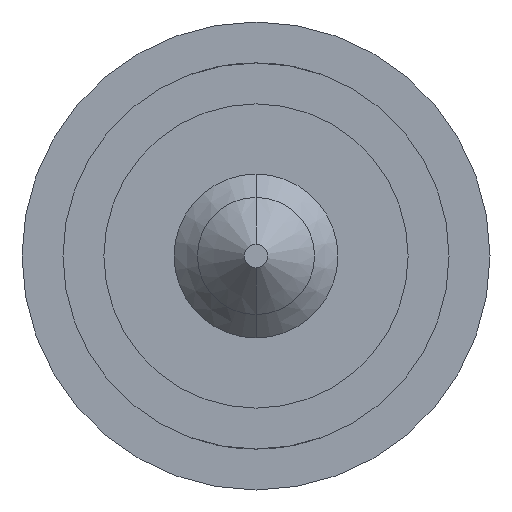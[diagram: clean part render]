
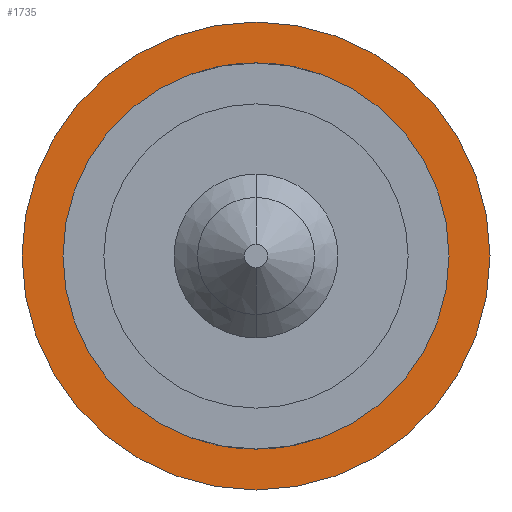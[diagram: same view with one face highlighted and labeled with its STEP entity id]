
A CAD part, front view. The second image highlights one B-rep face of the part: STEP entity #1735.
In plain terms, the highlighted planar face has unit normal (0, -1, 0).
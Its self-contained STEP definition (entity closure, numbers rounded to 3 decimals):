
#57 = DIRECTION ( 'NONE',  ( 1., 0., 0. ) ) ;
#96 = DIRECTION ( 'NONE',  ( 0., 1., 0. ) ) ;
#122 = CIRCLE ( 'NONE', #1120, 1. ) ;
#319 = PLANE ( 'NONE',  #484 ) ;
#484 = AXIS2_PLACEMENT_3D ( 'NONE', #1009, #3417, #3752 ) ;
#516 = VERTEX_POINT ( 'NONE', #3036 ) ;
#771 = CIRCLE ( 'NONE', #2104, 0.825 ) ;
#787 = VERTEX_POINT ( 'NONE', #4244 ) ;
#820 = CIRCLE ( 'NONE', #1659, 0.825 ) ;
#908 = DIRECTION ( 'NONE',  ( 1., 0., 0. ) ) ;
#1009 = CARTESIAN_POINT ( 'NONE',  ( 0., 28., -0.825 ) ) ;
#1082 = DIRECTION ( 'NONE',  ( 0., 1., 0. ) ) ;
#1090 = VERTEX_POINT ( 'NONE', #4392 ) ;
#1120 = AXIS2_PLACEMENT_3D ( 'NONE', #3486, #2838, #57 ) ;
#1659 = AXIS2_PLACEMENT_3D ( 'NONE', #2666, #4052, #908 ) ;
#1726 = EDGE_LOOP ( 'NONE', ( #3396, #4279 ) ) ;
#1735 = ADVANCED_FACE ( 'Defeature ausgef�hrt4_6', ( #2610, #2007 ), #319, .F. ) ;
#1737 = EDGE_LOOP ( 'NONE', ( #3444, #1858 ) ) ;
#1779 = EDGE_CURVE ( 'Defeature ausgef�hrt4_6+Defeature ausgef�hrt4_0+Defeature ausgef�hrt4_0+Defeature ausgef�hrt4_0', #1090, #516, #771, .T. ) ;
#1858 = ORIENTED_EDGE ( 'NONE', *, *, #4164, .T. ) ;
#2007 = FACE_BOUND ( 'NONE', #1737, .T. ) ;
#2104 = AXIS2_PLACEMENT_3D ( 'NONE', #4163, #1082, #3813 ) ;
#2149 = DIRECTION ( 'NONE',  ( 1., 0., 0. ) ) ;
#2454 = AXIS2_PLACEMENT_3D ( 'NONE', #4221, #96, #2149 ) ;
#2610 = FACE_OUTER_BOUND ( 'NONE', #1726, .T. ) ;
#2666 = CARTESIAN_POINT ( 'NONE',  ( 0., 28., 0. ) ) ;
#2838 = DIRECTION ( 'NONE',  ( 0., 1., 0. ) ) ;
#3036 = CARTESIAN_POINT ( 'NONE',  ( 0.825, 28., 0. ) ) ;
#3396 = ORIENTED_EDGE ( 'NONE', *, *, #3638, .F. ) ;
#3417 = DIRECTION ( 'NONE',  ( 0., 1., 0. ) ) ;
#3444 = ORIENTED_EDGE ( 'NONE', *, *, #1779, .T. ) ;
#3486 = CARTESIAN_POINT ( 'NONE',  ( 0., 28., 0. ) ) ;
#3638 = EDGE_CURVE ( 'Defeature ausgef�hrt4_7+Defeature ausgef�hrt4_6+Defeature ausgef�hrt4_6+Defeature ausgef�hrt4_6', #787, #4161, #3894, .T. ) ;
#3752 = DIRECTION ( 'NONE',  ( 1., 0., 0. ) ) ;
#3813 = DIRECTION ( 'NONE',  ( 1., 0., 0. ) ) ;
#3894 = CIRCLE ( 'NONE', #2454, 1. ) ;
#3989 = CARTESIAN_POINT ( 'NONE',  ( -1., 28., 0. ) ) ;
#4052 = DIRECTION ( 'NONE',  ( 0., 1., 0. ) ) ;
#4161 = VERTEX_POINT ( 'NONE', #3989 ) ;
#4163 = CARTESIAN_POINT ( 'NONE',  ( 0., 28., 0. ) ) ;
#4164 = EDGE_CURVE ( 'Defeature ausgef�hrt4_6+Defeature ausgef�hrt4_0+Defeature ausgef�hrt4_0+Defeature ausgef�hrt4_0', #516, #1090, #820, .T. ) ;
#4221 = CARTESIAN_POINT ( 'NONE',  ( 0., 28., 0. ) ) ;
#4244 = CARTESIAN_POINT ( 'NONE',  ( 1., 28., 0. ) ) ;
#4279 = ORIENTED_EDGE ( 'NONE', *, *, #4384, .F. ) ;
#4384 = EDGE_CURVE ( 'Defeature ausgef�hrt4_7+Defeature ausgef�hrt4_6+Defeature ausgef�hrt4_6+Defeature ausgef�hrt4_6', #4161, #787, #122, .T. ) ;
#4392 = CARTESIAN_POINT ( 'NONE',  ( -0.825, 28., 0. ) ) ;
